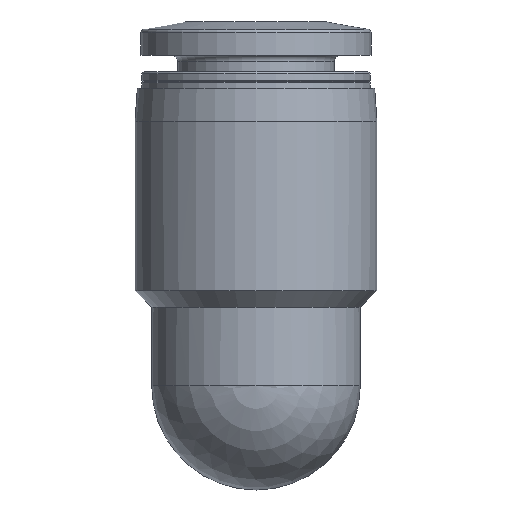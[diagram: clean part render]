
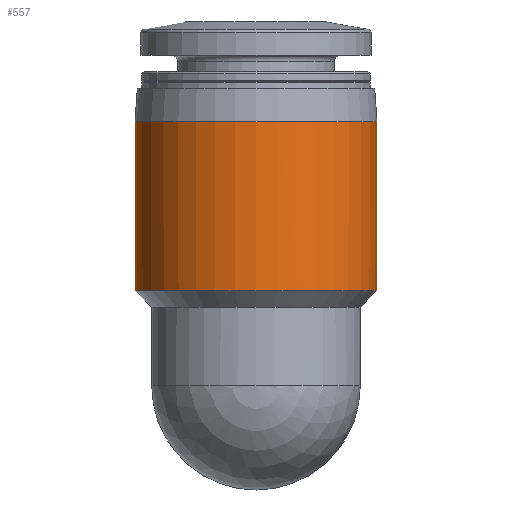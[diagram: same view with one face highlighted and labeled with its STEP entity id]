
A CAD part, left-side view. The second image highlights one B-rep face of the part: STEP entity #557.
In plain terms, the highlighted cylindrical face has radius 7.25 mm (diameter 14.5 mm), a full revolution.
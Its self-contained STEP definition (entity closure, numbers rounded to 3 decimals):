
#35=B_SPLINE_CURVE_WITH_KNOTS('',3,(#816,#817,#818,#819),.UNSPECIFIED.,
 .F.,.F.,(4,4),(0.018,0.021),.UNSPECIFIED.);
#36=B_SPLINE_CURVE_WITH_KNOTS('',3,(#821,#822,#823,#824),.UNSPECIFIED.,
 .F.,.F.,(4,4),(0.021,0.024),.UNSPECIFIED.);
#59=ORIENTED_EDGE('',*,*,#132,.F.);
#60=ORIENTED_EDGE('',*,*,#133,.F.);
#61=ORIENTED_EDGE('',*,*,#130,.T.);
#62=ORIENTED_EDGE('',*,*,#134,.F.);
#130=EDGE_CURVE('',#167,#166,#195,.T.);
#132=EDGE_CURVE('',#168,#168,#196,.T.);
#133=EDGE_CURVE('',#167,#169,#35,.T.);
#134=EDGE_CURVE('',#169,#166,#36,.T.);
#166=VERTEX_POINT('',#806);
#167=VERTEX_POINT('',#808);
#168=VERTEX_POINT('',#815);
#169=VERTEX_POINT('',#820);
#195=CIRCLE('',#601,7.25);
#196=CIRCLE('',#603,7.25);
#225=EDGE_LOOP('',(#59));
#226=EDGE_LOOP('',(#60,#61,#62));
#280=FACE_BOUND('',#225,.T.);
#281=FACE_BOUND('',#226,.T.);
#331=CYLINDRICAL_SURFACE('',#602,7.25);
#557=ADVANCED_FACE('',(#280,#281),#331,.T.);
#601=AXIS2_PLACEMENT_3D('',#807,#679,#680);
#602=AXIS2_PLACEMENT_3D('',#813,#681,#682);
#603=AXIS2_PLACEMENT_3D('',#814,#683,#684);
#679=DIRECTION('',(0.,0.,1.));
#680=DIRECTION('',(1.,0.,0.));
#681=DIRECTION('',(0.,0.,1.));
#682=DIRECTION('',(1.,0.,0.));
#683=DIRECTION('',(0.,0.,1.));
#684=DIRECTION('',(1.,0.,0.));
#806=CARTESIAN_POINT('',(6.782,-2.564,5.7));
#807=CARTESIAN_POINT('',(0.,0.,5.7));
#808=CARTESIAN_POINT('',(6.782,2.564,5.7));
#813=CARTESIAN_POINT('',(0.,0.,21.8));
#814=CARTESIAN_POINT('',(0.,0.,15.819));
#815=CARTESIAN_POINT('',(7.25,0.,15.819));
#816=CARTESIAN_POINT('',(6.782,2.564,5.7));
#817=CARTESIAN_POINT('',(7.074,1.791,6.048));
#818=CARTESIAN_POINT('',(7.25,0.894,6.25));
#819=CARTESIAN_POINT('',(7.25,0.,6.25));
#820=CARTESIAN_POINT('',(7.25,0.,6.25));
#821=CARTESIAN_POINT('',(7.25,0.,6.25));
#822=CARTESIAN_POINT('',(7.25,-0.895,6.25));
#823=CARTESIAN_POINT('',(7.077,-1.783,6.051));
#824=CARTESIAN_POINT('',(6.782,-2.564,5.7));
